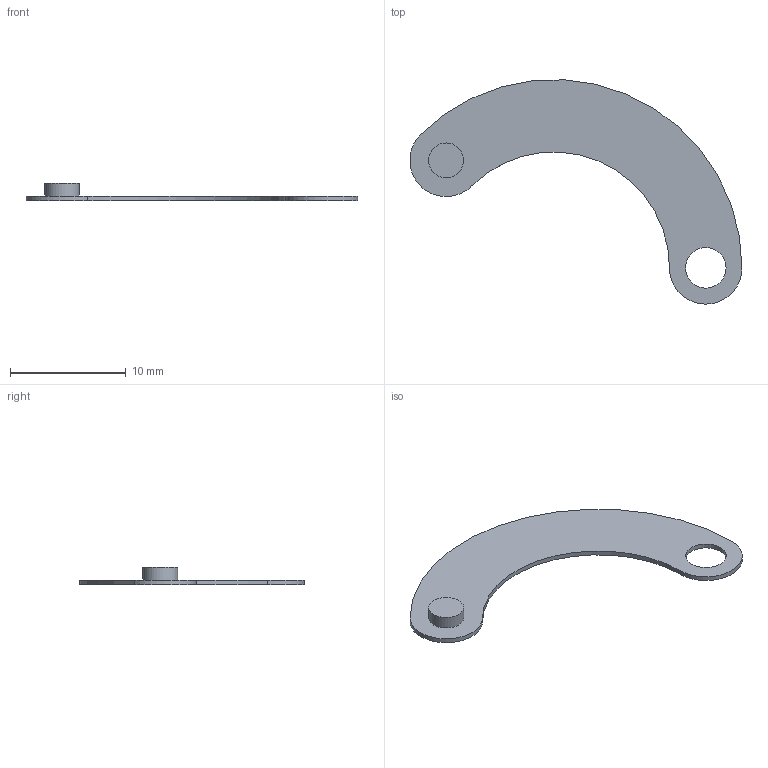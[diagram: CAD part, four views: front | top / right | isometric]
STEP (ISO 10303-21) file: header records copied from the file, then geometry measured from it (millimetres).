
FILE_DESCRIPTION(/* description */ (''),/* implementation_level */ '2;1');
FILE_NAME(/* name */ 'c81f9840-a862-42c3-bc95-adf2a9baeb17.stp',/* time_stamp */ '2019-03-06T19:49:18+01:00',/* author */ (''),/* organization */ (''),/* preprocessor_version */ 'ST-DEVELOPER v17.2',/* originating_system */ 'Autodesk Translation Framework v7.6.0.251',/* authorisation */ '');
FILE_SCHEMA (('AUTOMOTIVE_DESIGN { 1 0 10303 214 3 1 1 }'));
Length unit declared in the file: millimetre
Products named in the file (1): IrisBlade
Bounding box: 28.66 x 19.36 x 1.5 mm (x, y, z)
Volume: 93.7 mm3; surface area: 476.8 mm2
Topology: 1 solids, 1 shells, 9 faces, 20 edges, 14 vertices
Faces by surface type: cylinder 6, plane 3
Full cylindrical faces by diameter (mm): 3 x1, 3.5 x1
Entity records: 308 total; most frequent: DIRECTION 54, CARTESIAN_POINT 44, ORIENTED_EDGE 40, AXIS2_PLACEMENT_3D 24, EDGE_CURVE 20, CIRCLE 14, VERTEX_POINT 14, EDGE_LOOP 12
